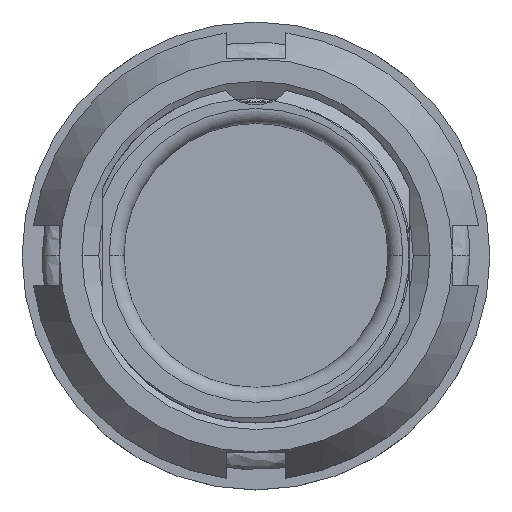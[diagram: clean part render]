
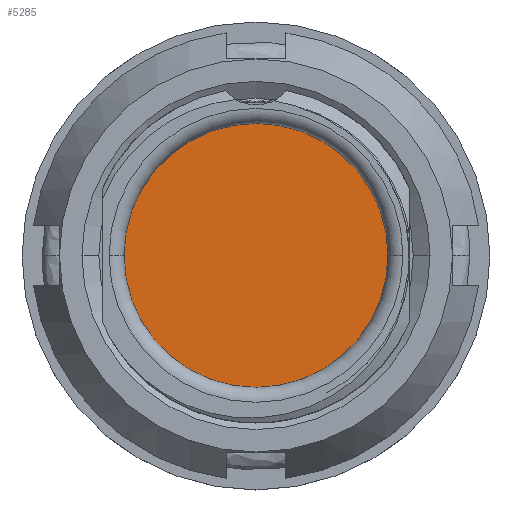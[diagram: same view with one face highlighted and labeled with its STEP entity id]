
A CAD part, top view. The second image highlights one B-rep face of the part: STEP entity #5285.
In plain terms, the highlighted face is planar.
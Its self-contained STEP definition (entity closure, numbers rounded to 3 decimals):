
#69 = EDGE_LOOP ( 'NONE', ( #3537, #15332 ) ) ;
#667 = AXIS2_PLACEMENT_3D ( 'NONE', #9413, #1853, #10685 ) ;
#1264 = DIRECTION ( 'NONE',  ( 1., 0., 0. ) ) ;
#1853 = DIRECTION ( 'NONE',  ( 0., 0., 1. ) ) ;
#2300 = AXIS2_PLACEMENT_3D ( 'NONE', #14440, #9307, #4348 ) ;
#2489 = CARTESIAN_POINT ( 'NONE',  ( -3.567, -3.567, 0.4 ) ) ;
#3458 = FACE_OUTER_BOUND ( 'NONE', #69, .T. ) ;
#3537 = ORIENTED_EDGE ( 'NONE', *, *, #6328, .F. ) ;
#4348 = DIRECTION ( 'NONE',  ( 1., 0., 0. ) ) ;
#4524 = VERTEX_POINT ( 'NONE', #12986 ) ;
#5285 = ADVANCED_FACE ( 'NONE', ( #3458 ), #13736, .F. ) ;
#6328 = EDGE_CURVE ( 'NONE', #4524, #8717, #14241, .T. ) ;
#7801 = CARTESIAN_POINT ( 'NONE',  ( -3.525, 0., 0.4 ) ) ;
#8717 = VERTEX_POINT ( 'NONE', #7801 ) ;
#9307 = DIRECTION ( 'NONE',  ( 0., 0., 1. ) ) ;
#9413 = CARTESIAN_POINT ( 'NONE',  ( 0., 0., 0.4 ) ) ;
#10685 = DIRECTION ( 'NONE',  ( 1., 0., 0. ) ) ;
#11292 = DIRECTION ( 'NONE',  ( 0., 0., 1. ) ) ;
#11521 = AXIS2_PLACEMENT_3D ( 'NONE', #2489, #11292, #1264 ) ;
#12986 = CARTESIAN_POINT ( 'NONE',  ( 3.525, 0., 0.4 ) ) ;
#13736 = PLANE ( 'NONE',  #11521 ) ;
#13741 = EDGE_CURVE ( 'NONE', #8717, #4524, #14723, .T. ) ;
#14241 = CIRCLE ( 'NONE', #667, 3.525 ) ;
#14440 = CARTESIAN_POINT ( 'NONE',  ( 0., 0., 0.4 ) ) ;
#14723 = CIRCLE ( 'NONE', #2300, 3.525 ) ;
#15332 = ORIENTED_EDGE ( 'NONE', *, *, #13741, .F. ) ;
